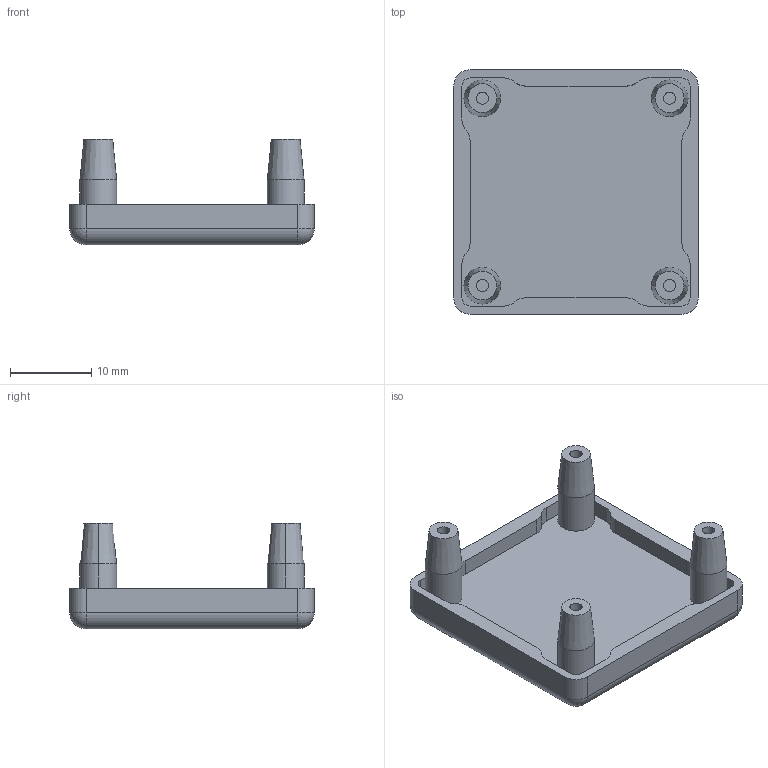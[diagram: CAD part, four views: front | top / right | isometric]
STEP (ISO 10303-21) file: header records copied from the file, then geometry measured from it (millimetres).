
FILE_DESCRIPTION (( 'STEP AP214' ), '1' );
FILE_NAME ('5.03.SP30.STEP', '2025-06-14T18:59:02', ( '' ), ( '' ), 'SwSTEP 2.0', 'SolidWorks 2023', '' );
FILE_SCHEMA (( 'AUTOMOTIVE_DESIGN' ));
Length unit declared in the file: millimetre
Products named in the file (1): 5.03.SP30
Bounding box: 30 x 30 x 13 mm (x, y, z)
Volume: 3441.2 mm3; surface area: 3199.2 mm2
Topology: 1 solids, 1 shells, 83 faces, 200 edges, 124 vertices
Faces by surface type: cylinder 44, plane 27, cone 8, sphere 4
Entity records: 2429 total; most frequent: DIRECTION 460, CARTESIAN_POINT 404, ORIENTED_EDGE 392, EDGE_CURVE 196, AXIS2_PLACEMENT_3D 180, VERTEX_POINT 124, VECTOR 100, LINE 100
